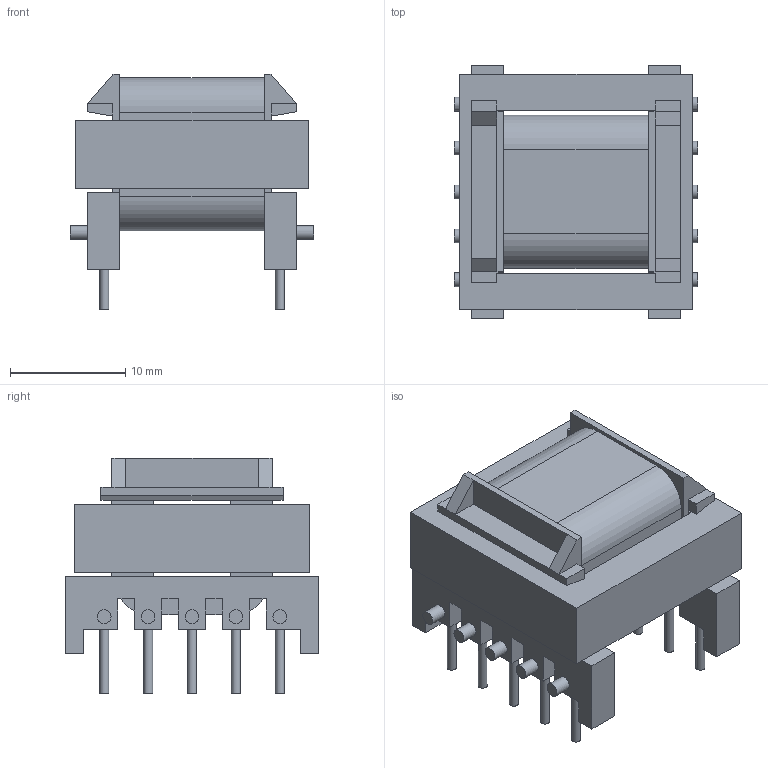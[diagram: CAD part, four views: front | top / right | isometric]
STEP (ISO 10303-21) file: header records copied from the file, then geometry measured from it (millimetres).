
FILE_DESCRIPTION(/* description */ ('Unknown'),/* implementation_level */ '2;1');
FILE_NAME(/* name */ 'T_Wurth_WE-PFC-EE20_10_6',/* time_stamp */ '2025-10-23T16:43:30+08:00',/* author */ ('Unknown'),/* organization */ ('Unknown'),/* preprocessor_version */ 'ST-DEVELOPER v19.4',/* originating_system */ 'Solid Edge',/* authorisation */ 'Unknown');
FILE_SCHEMA (('AUTOMOTIVE_DESIGN {1 0 10303 214 3 1 1}'));
Length unit declared in the file: millimetre
Products named in the file (2): T_Wurth_WE-PFC-EE20_10_6
Assembly tree (1 placements, depth 2):
  T_Wurth_WE-PFC-EE20_10_6
    T_Wurth_WE-PFC-EE20_10_6
Bounding box: 21.1 x 22 x 20.45 mm (x, y, z)
Volume: 4056.5 mm3; surface area: 3942.2 mm2
Topology: 2 solids, 2 shells, 180 faces, 453 edges, 295 vertices
Faces by surface type: plane 156, cylinder 24
Full cylindrical faces by diameter (mm): 0.8 x10, 1.2 x10
Entity records: 6262 total; most frequent: CARTESIAN_POINT 880, DIRECTION 838, ORIENTED_EDGE 836, EDGE_CURVE 418, LINE 362, VECTOR 362, VERTEX_POINT 280, AXIS2_PLACEMENT_3D 238
